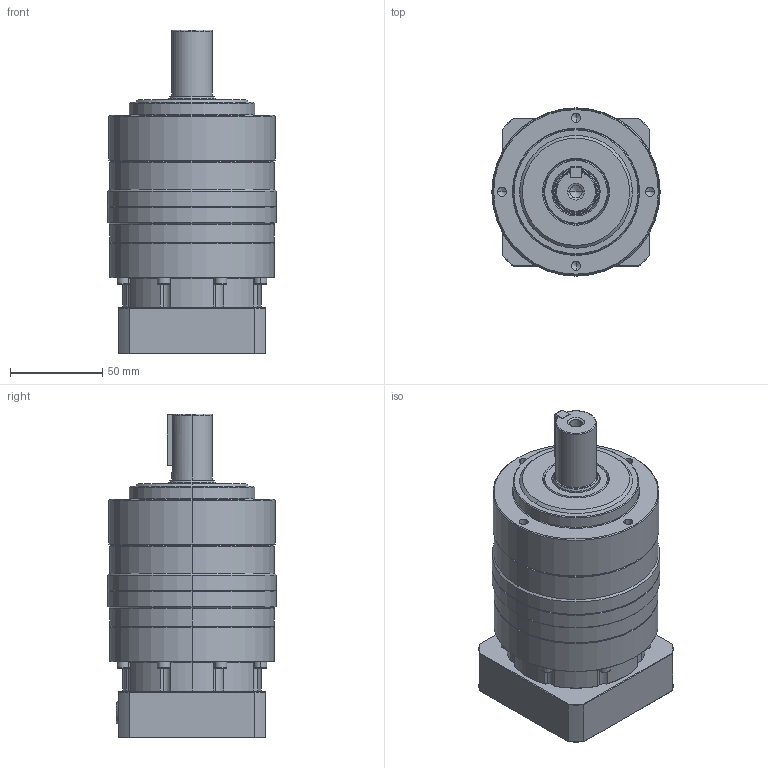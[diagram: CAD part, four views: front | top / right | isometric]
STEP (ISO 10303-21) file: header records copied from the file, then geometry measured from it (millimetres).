
FILE_DESCRIPTION (( 'STEP AP203' ), '1' );
FILE_NAME ('PGA090-25A3.step', '2019-12-03T14:52:25', ( '' ), ( '' ), 'SwSTEP 2.0', 'SolidWorks 2019', '' );
FILE_SCHEMA (( 'CONFIG_CONTROL_DESIGN' ));
Length unit declared in the file: millimetre
Products named in the file (1): PGA090-25A3
Bounding box: 91 x 91 x 175 mm (x, y, z)
Volume: 765993.3 mm3; surface area: 74964.4 mm2
Topology: 1 solids, 1 shells, 471 faces, 1213 edges, 745 vertices
Faces by surface type: plane 179, cylinder 126, cone 116, torus 50
Entity records: 14319 total; most frequent: CARTESIAN_POINT 3121, DIRECTION 2388, ORIENTED_EDGE 2326, EDGE_CURVE 1163, AXIS2_PLACEMENT_3D 942, VERTEX_POINT 745, EDGE_LOOP 528, LINE 504
